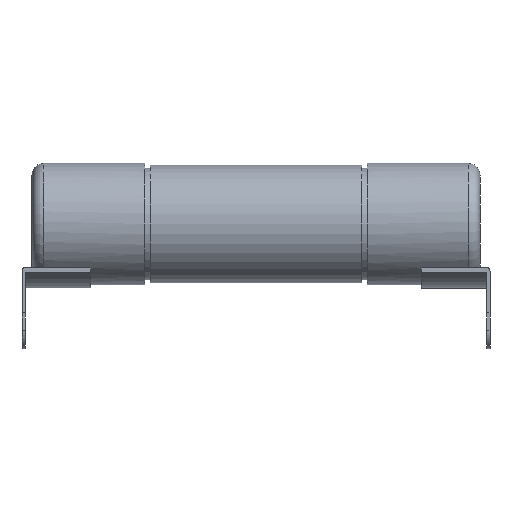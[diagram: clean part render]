
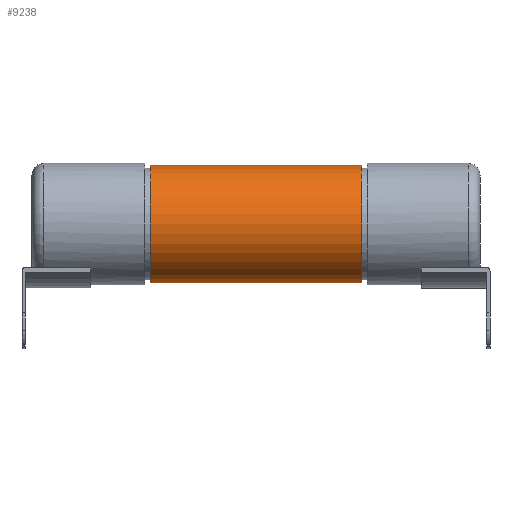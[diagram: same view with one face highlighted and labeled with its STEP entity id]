
A CAD part, front view. The second image highlights one B-rep face of the part: STEP entity #9238.
In plain terms, the highlighted cylindrical face has radius 5 mm (diameter 10 mm), a partial arc.
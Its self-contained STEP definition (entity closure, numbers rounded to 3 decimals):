
#185 = CARTESIAN_POINT ( 'NONE',  ( 9., 0., 0. ) ) ;
#1347 = DIRECTION ( 'NONE',  ( -1., 0., 0. ) ) ;
#1573 = DIRECTION ( 'NONE',  ( 1., 0., 0. ) ) ;
#2778 = CARTESIAN_POINT ( 'NONE',  ( -9., 0., 0. ) ) ;
#3130 = CIRCLE ( 'NONE', #6115, 5. ) ;
#3391 = VERTEX_POINT ( 'NONE', #4213 ) ;
#3525 = CARTESIAN_POINT ( 'NONE',  ( -9., 0., -5. ) ) ;
#4213 = CARTESIAN_POINT ( 'NONE',  ( -9., 0., 5. ) ) ;
#4560 = CARTESIAN_POINT ( 'NONE',  ( 9., 0., 5. ) ) ;
#4932 = CIRCLE ( 'NONE', #10538, 5. ) ;
#5069 = LINE ( 'NONE', #15523, #9028 ) ;
#5132 = CARTESIAN_POINT ( 'NONE',  ( 9., 0., 5. ) ) ;
#5506 = DIRECTION ( 'NONE',  ( 0., 0., -1. ) ) ;
#5927 = CYLINDRICAL_SURFACE ( 'NONE', #11989, 5. ) ;
#6115 = AXIS2_PLACEMENT_3D ( 'NONE', #7066, #1573, #9645 ) ;
#6200 = EDGE_CURVE ( 'NONE', #14760, #7690, #5069, .T. ) ;
#7066 = CARTESIAN_POINT ( 'NONE',  ( 9., 0., 0. ) ) ;
#7469 = EDGE_CURVE ( 'NONE', #9497, #14760, #3130, .T. ) ;
#7690 = VERTEX_POINT ( 'NONE', #3525 ) ;
#7762 = LINE ( 'NONE', #5132, #9556 ) ;
#8851 = ORIENTED_EDGE ( 'NONE', *, *, #14931, .T. ) ;
#8896 = DIRECTION ( 'NONE',  ( -1., 0., 0. ) ) ;
#9028 = VECTOR ( 'NONE', #1347, 1000. ) ;
#9238 = ADVANCED_FACE ( 'NONE', ( #12515 ), #5927, .T. ) ;
#9497 = VERTEX_POINT ( 'NONE', #4560 ) ;
#9556 = VECTOR ( 'NONE', #8896, 1000. ) ;
#9645 = DIRECTION ( 'NONE',  ( 0., 0., -1. ) ) ;
#10203 = DIRECTION ( 'NONE',  ( -1., 0., 0. ) ) ;
#10538 = AXIS2_PLACEMENT_3D ( 'NONE', #2778, #13015, #5506 ) ;
#11969 = EDGE_CURVE ( 'NONE', #3391, #7690, #4932, .T. ) ;
#11989 = AXIS2_PLACEMENT_3D ( 'NONE', #185, #10203, #12997 ) ;
#12428 = EDGE_LOOP ( 'NONE', ( #13819, #16395, #8851, #13051 ) ) ;
#12515 = FACE_OUTER_BOUND ( 'NONE', #12428, .T. ) ;
#12997 = DIRECTION ( 'NONE',  ( 0., 0., 1. ) ) ;
#13015 = DIRECTION ( 'NONE',  ( 1., 0., 0. ) ) ;
#13051 = ORIENTED_EDGE ( 'NONE', *, *, #11969, .T. ) ;
#13819 = ORIENTED_EDGE ( 'NONE', *, *, #6200, .F. ) ;
#14760 = VERTEX_POINT ( 'NONE', #14865 ) ;
#14865 = CARTESIAN_POINT ( 'NONE',  ( 9., 0., -5. ) ) ;
#14931 = EDGE_CURVE ( 'NONE', #9497, #3391, #7762, .T. ) ;
#15523 = CARTESIAN_POINT ( 'NONE',  ( 9., 0., -5. ) ) ;
#16395 = ORIENTED_EDGE ( 'NONE', *, *, #7469, .F. ) ;
